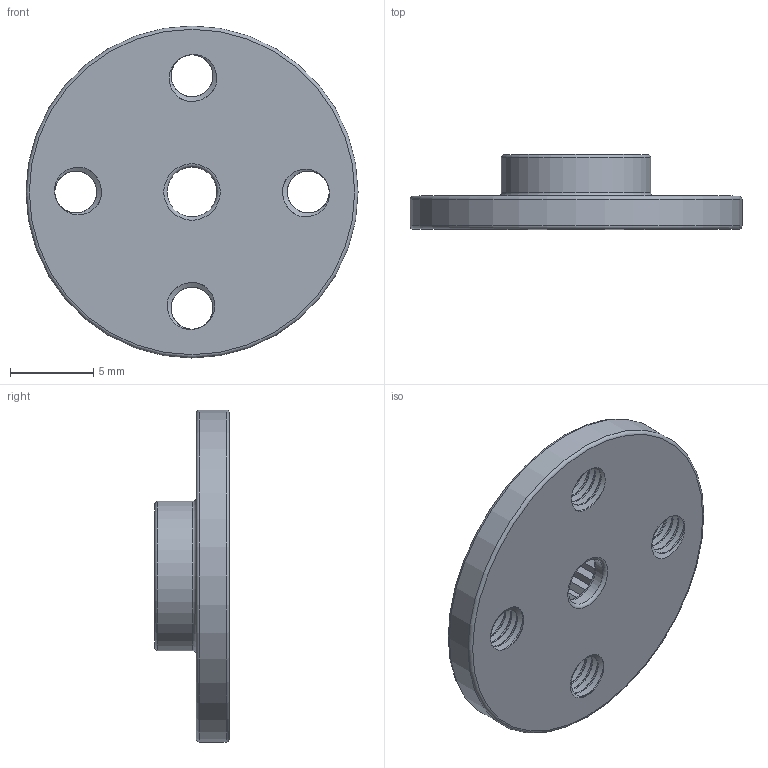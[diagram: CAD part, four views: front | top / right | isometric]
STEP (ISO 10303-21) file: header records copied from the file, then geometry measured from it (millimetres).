
FILE_DESCRIPTION(/* description */ (''),/* implementation_level */ '2;1');
FILE_NAME(/* name */ '85a3d696-110e-4fae-8297-e17dbc8bd28f.stp',/* time_stamp */ '2018-02-14T17:19:10-08:00',/* author */ ('albertson.chris'),/* organization */ (''),/* preprocessor_version */ 'ST-DEVELOPER v16.13',/* originating_system */ 'Autodesk Translation Framework v6.5.0.72',/* authorisation */ '');
FILE_SCHEMA (('AUTOMOTIVE_DESIGN { 1 0 10303 214 3 1 1 }'));
Length unit declared in the file: millimetre
Products named in the file (2): servo horn 25T 20mm round; servo horn
Assembly tree (1 placements, depth 2):
  servo horn 25T 20mm round
    servo horn
Bounding box: 20 x 4.5 x 20 mm (x, y, z)
Volume: 637.7 mm3; surface area: 945.4 mm2
Topology: 1 solids, 1 shells, 111 faces, 323 edges, 216 vertices
Faces by surface type: plane 54, cylinder 43, bspline 8, torus 6
Full cylindrical faces by diameter (mm): 2.529 x16, 3 x1, 3.086 x12, 9 x1, 20 x1
Entity records: 6788 total; most frequent: CARTESIAN_POINT 3937, ORIENTED_EDGE 646, DIRECTION 489, EDGE_CURVE 323, VERTEX_POINT 216, LINE 185, VECTOR 185, AXIS2_PLACEMENT_3D 152
